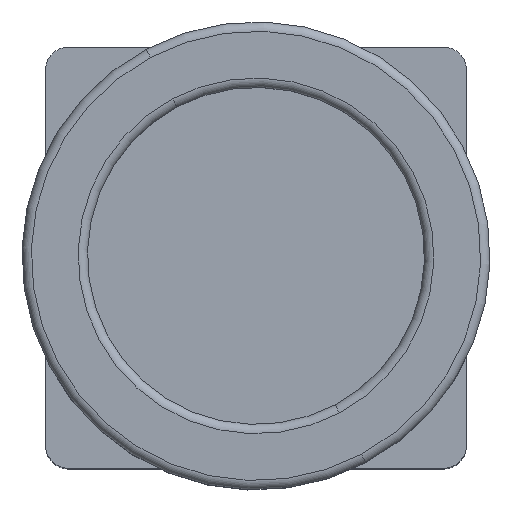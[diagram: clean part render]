
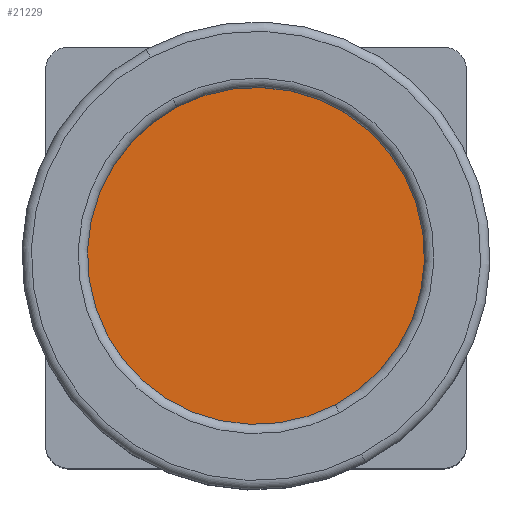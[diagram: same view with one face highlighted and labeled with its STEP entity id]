
A CAD part, top view. The second image highlights one B-rep face of the part: STEP entity #21229.
In plain terms, the highlighted planar face has unit normal (0, 0, 1).
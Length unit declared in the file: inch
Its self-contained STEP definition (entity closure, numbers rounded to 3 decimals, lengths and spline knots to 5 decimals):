
#2674 = ORIENTED_EDGE ( 'NONE', *, *, #9066, .T. ) ;
#3180 = DIRECTION ( 'NONE',  ( 1., 0., 0. ) ) ;
#3599 = FACE_OUTER_BOUND ( 'NONE', #31672, .T. ) ;
#4032 = AXIS2_PLACEMENT_3D ( 'NONE', #32881, #9574, #19939 ) ;
#8774 = CIRCLE ( 'NONE', #27803, 1.07 ) ;
#8887 = DIRECTION ( 'NONE',  ( 1., 0., 0. ) ) ;
#9066 = EDGE_CURVE ( 'NONE', #27795, #18113, #8774, .T. ) ;
#9574 = DIRECTION ( 'NONE',  ( 0., 0., 1. ) ) ;
#10868 = DIRECTION ( 'NONE',  ( 0., 0., 1. ) ) ;
#15981 = CARTESIAN_POINT ( 'NONE',  ( 0., 0., 0.1875 ) ) ;
#18113 = VERTEX_POINT ( 'NONE', #19597 ) ;
#19597 = CARTESIAN_POINT ( 'NONE',  ( -1.07, 0., 0.1875 ) ) ;
#19939 = DIRECTION ( 'NONE',  ( 1., 0., 0. ) ) ;
#21229 = ADVANCED_FACE ( 'NONE', ( #3599 ), #29289, .T. ) ;
#21363 = EDGE_CURVE ( 'NONE', #18113, #27795, #21948, .T. ) ;
#21804 = CARTESIAN_POINT ( 'NONE',  ( 0., 0., 0.1875 ) ) ;
#21948 = CIRCLE ( 'NONE', #4032, 1.07 ) ;
#25015 = ORIENTED_EDGE ( 'NONE', *, *, #21363, .T. ) ;
#26863 = AXIS2_PLACEMENT_3D ( 'NONE', #21804, #32203, #8887 ) ;
#27558 = CARTESIAN_POINT ( 'NONE',  ( 1.07, 0., 0.1875 ) ) ;
#27795 = VERTEX_POINT ( 'NONE', #27558 ) ;
#27803 = AXIS2_PLACEMENT_3D ( 'NONE', #15981, #10868, #3180 ) ;
#29289 = PLANE ( 'NONE',  #26863 ) ;
#31672 = EDGE_LOOP ( 'NONE', ( #25015, #2674 ) ) ;
#32203 = DIRECTION ( 'NONE',  ( 0., 0., 1. ) ) ;
#32881 = CARTESIAN_POINT ( 'NONE',  ( 0., 0., 0.1875 ) ) ;
